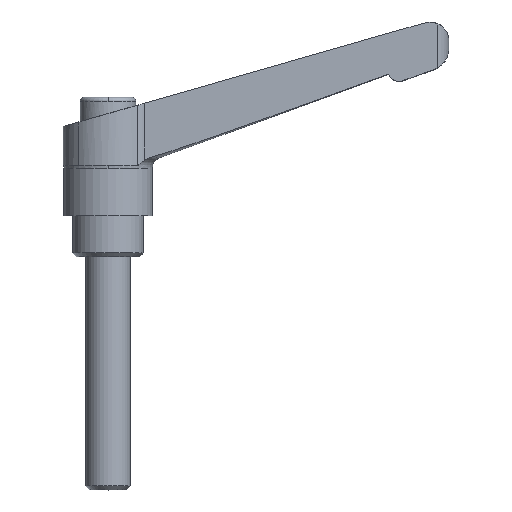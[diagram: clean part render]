
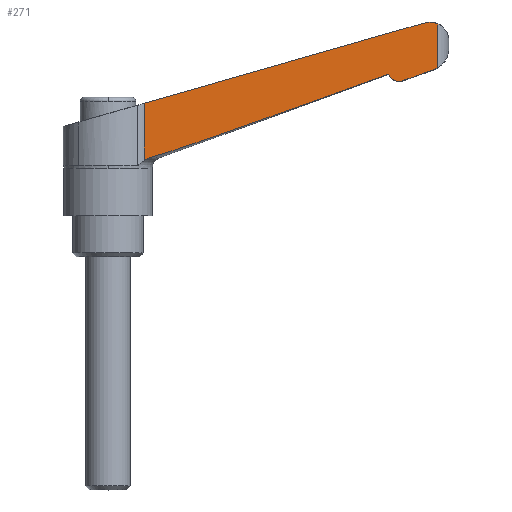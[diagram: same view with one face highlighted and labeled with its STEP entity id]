
A CAD part, top view. The second image highlights one B-rep face of the part: STEP entity #271.
In plain terms, the highlighted planar face has unit normal (0.035, 0, 0.999).
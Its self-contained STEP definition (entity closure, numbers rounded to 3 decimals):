
#259 = VERTEX_POINT( '', #745 );
#261 = EDGE_CURVE( '', #587, #623, #747, .T. );
#267 = EDGE_CURVE( '', #469, #623, #753, .T. );
#271 = ADVANCED_FACE( '', ( #757 ), #758, .F. );
#289 = VERTEX_POINT( '', #779 );
#307 = EDGE_CURVE( '', #259, #483, #797, .T. );
#325 = VERTEX_POINT( '', #815 );
#341 = EDGE_CURVE( '', #325, #349, #833, .T. );
#349 = VERTEX_POINT( '', #842 );
#469 = VERTEX_POINT( '', #969 );
#475 = EDGE_CURVE( '', #289, #703, #975, .T. );
#481 = EDGE_CURVE( '', #259, #325, #983, .T. );
#483 = VERTEX_POINT( '', #985 );
#587 = VERTEX_POINT( '', #1105 );
#623 = VERTEX_POINT( '', #1143 );
#641 = EDGE_CURVE( '', #349, #289, #1163, .T. );
#677 = EDGE_CURVE( '', #703, #469, #1207, .T. );
#685 = EDGE_CURVE( '', #587, #483, #1217, .T. );
#703 = VERTEX_POINT( '', #1235 );
#745 = CARTESIAN_POINT( '', ( 89.079, 51.09, 5.69 ) );
#747 = LINE( '', #1273, #1274 );
#753 = LINE( '', #1295, #1296 );
#757 = FACE_OUTER_BOUND( '', #1300, .T. );
#758 = PLANE( '', #1301 );
#779 = CARTESIAN_POINT( '', ( 75.749, 49.294, 6.156 ) );
#797 = LINE( '', #1372, #1373 );
#815 = CARTESIAN_POINT( '', ( 87.864, 50.488, 5.732 ) );
#833 = ( B_SPLINE_CURVE( 2, ( #1456, #1457, #1458 ), .UNSPECIFIED., .F., .F. )B_SPLINE_CURVE_WITH_KNOTS( ( 3, 3 ), ( 0., 8.776 ), .UNSPECIFIED. )RATIONAL_B_SPLINE_CURVE( ( 1., 1.001, 1. ) )BOUNDED_CURVE(  )REPRESENTATION_ITEM( '' )GEOMETRIC_REPRESENTATION_ITEM(  )CURVE(  ) );
#842 = CARTESIAN_POINT( '', ( 79.617, 47.501, 6.02 ) );
#969 = CARTESIAN_POINT( '', ( 9.729, 26.036, 8.461 ) );
#975 = ( B_SPLINE_CURVE( 2, ( #1655, #1656, #1657 ), .UNSPECIFIED., .F., .F. )B_SPLINE_CURVE_WITH_KNOTS( ( 3, 3 ), ( 0., 68.465 ), .UNSPECIFIED. )RATIONAL_B_SPLINE_CURVE( ( 1., 1.437, 1. ) )BOUNDED_CURVE(  )REPRESENTATION_ITEM( '' )GEOMETRIC_REPRESENTATION_ITEM(  )CURVE(  ) );
#983 = B_SPLINE_CURVE_WITH_KNOTS( '', 3, ( #1672, #1673, #1674, #1675, #1676, #1677, #1678, #1679 ), .UNSPECIFIED., .F., .F., ( 4, 2, 2, 4 ), ( 5.64, 6.114, 6.671, 6.934 ), .UNSPECIFIED. );
#985 = CARTESIAN_POINT( '', ( 89.079, 62.824, 5.69 ) );
#1105 = CARTESIAN_POINT( '', ( 86.144, 63.321, 5.793 ) );
#1143 = CARTESIAN_POINT( '', ( 9.729, 41.408, 8.461 ) );
#1163 = B_SPLINE_CURVE_WITH_KNOTS( '', 3, ( #1967, #1968, #1969, #1970, #1971, #1972, #1973, #1974, #1975, #1976, #1977, #1978, #1979, #1980, #1981, #1982, #1983, #1984, #1985, #1986 ), .UNSPECIFIED., .F., .F., ( 4, 2, 2, 2, 2, 2, 2, 2, 2, 4 ), ( 3.468, 3.897, 4.456, 5.016, 5.576, 6.135, 6.693, 7.249, 7.805, 7.931 ), .UNSPECIFIED. );
#1207 = B_SPLINE_CURVE_WITH_KNOTS( '', 3, ( #2066, #2067, #2068, #2069, #2070, #2071, #2072, #2073 ), .UNSPECIFIED., .F., .F., ( 4, 2, 2, 4 ), ( 6.098, 6.378, 7.098, 7.598 ), .UNSPECIFIED. );
#1217 = B_SPLINE_CURVE_WITH_KNOTS( '', 3, ( #2084, #2085, #2086, #2087, #2088, #2089, #2090, #2091, #2092, #2093, #2094, #2095 ), .UNSPECIFIED., .F., .F., ( 4, 2, 2, 2, 2, 4 ), ( 20.959, 21.341, 22.273, 23.205, 24.136, 24.506 ), .UNSPECIFIED. );
#1235 = CARTESIAN_POINT( '', ( 11.158, 26.718, 8.411 ) );
#1273 = CARTESIAN_POINT( '', ( -7.353, 36.509, 9.057 ) );
#1274 = VECTOR( '', #2171, 1. );
#1295 = CARTESIAN_POINT( '', ( 9.729, 0., 8.461 ) );
#1296 = VECTOR( '', #2172, 1. );
#1300 = EDGE_LOOP( '', ( #2174, #2175, #2176, #2177, #2178, #2179, #2180, #2181, #2182 ) );
#1301 = AXIS2_PLACEMENT_3D( '', #2183, #2184, #2185 );
#1372 = CARTESIAN_POINT( '', ( 89.079, 0., 5.69 ) );
#1373 = VECTOR( '', #2235, 1. );
#1456 = CARTESIAN_POINT( '', ( 87.864, 50.488, 5.732 ) );
#1457 = CARTESIAN_POINT( '', ( 83.539, 48.921, 5.883 ) );
#1458 = CARTESIAN_POINT( '', ( 79.617, 47.501, 6.02 ) );
#1655 = CARTESIAN_POINT( '', ( 75.749, 49.294, 6.156 ) );
#1656 = CARTESIAN_POINT( '', ( 21.189, 29.557, 8.061 ) );
#1657 = CARTESIAN_POINT( '', ( 11.158, 26.718, 8.411 ) );
#1672 = CARTESIAN_POINT( '', ( 89.079, 51.09, 5.69 ) );
#1673 = CARTESIAN_POINT( '', ( 88.934, 50.997, 5.695 ) );
#1674 = CARTESIAN_POINT( '', ( 88.786, 50.91, 5.7 ) );
#1675 = CARTESIAN_POINT( '', ( 88.462, 50.738, 5.712 ) );
#1676 = CARTESIAN_POINT( '', ( 88.285, 50.656, 5.718 ) );
#1677 = CARTESIAN_POINT( '', ( 88.033, 50.551, 5.727 ) );
#1678 = CARTESIAN_POINT( '', ( 87.95, 50.519, 5.729 ) );
#1679 = CARTESIAN_POINT( '', ( 87.864, 50.488, 5.732 ) );
#1967 = CARTESIAN_POINT( '', ( 79.617, 47.501, 6.02 ) );
#1968 = CARTESIAN_POINT( '', ( 79.478, 47.451, 6.025 ) );
#1969 = CARTESIAN_POINT( '', ( 79.327, 47.408, 6.031 ) );
#1970 = CARTESIAN_POINT( '', ( 78.975, 47.338, 6.043 ) );
#1971 = CARTESIAN_POINT( '', ( 78.772, 47.32, 6.05 ) );
#1972 = CARTESIAN_POINT( '', ( 78.398, 47.32, 6.063 ) );
#1973 = CARTESIAN_POINT( '', ( 78.195, 47.338, 6.07 ) );
#1974 = CARTESIAN_POINT( '', ( 77.796, 47.418, 6.084 ) );
#1975 = CARTESIAN_POINT( '', ( 77.6, 47.478, 6.091 ) );
#1976 = CARTESIAN_POINT( '', ( 77.256, 47.621, 6.103 ) );
#1977 = CARTESIAN_POINT( '', ( 77.075, 47.715, 6.109 ) );
#1978 = CARTESIAN_POINT( '', ( 76.737, 47.94, 6.121 ) );
#1979 = CARTESIAN_POINT( '', ( 76.58, 48.07, 6.126 ) );
#1980 = CARTESIAN_POINT( '', ( 76.317, 48.332, 6.136 ) );
#1981 = CARTESIAN_POINT( '', ( 76.187, 48.488, 6.14 ) );
#1982 = CARTESIAN_POINT( '', ( 75.962, 48.824, 6.148 ) );
#1983 = CARTESIAN_POINT( '', ( 75.867, 49.004, 6.151 ) );
#1984 = CARTESIAN_POINT( '', ( 75.78, 49.213, 6.154 ) );
#1985 = CARTESIAN_POINT( '', ( 75.764, 49.253, 6.155 ) );
#1986 = CARTESIAN_POINT( '', ( 75.749, 49.294, 6.156 ) );
#2066 = CARTESIAN_POINT( '', ( 11.158, 26.718, 8.411 ) );
#2067 = CARTESIAN_POINT( '', ( 11.063, 26.692, 8.414 ) );
#2068 = CARTESIAN_POINT( '', ( 10.971, 26.663, 8.418 ) );
#2069 = CARTESIAN_POINT( '', ( 10.657, 26.553, 8.429 ) );
#2070 = CARTESIAN_POINT( '', ( 10.415, 26.448, 8.437 ) );
#2071 = CARTESIAN_POINT( '', ( 10.025, 26.236, 8.451 ) );
#2072 = CARTESIAN_POINT( '', ( 9.871, 26.138, 8.456 ) );
#2073 = CARTESIAN_POINT( '', ( 9.729, 26.036, 8.461 ) );
#2084 = CARTESIAN_POINT( '', ( 85.423, 63.171, 5.818 ) );
#2085 = CARTESIAN_POINT( '', ( 85.555, 63.209, 5.813 ) );
#2086 = CARTESIAN_POINT( '', ( 85.69, 63.241, 5.808 ) );
#2087 = CARTESIAN_POINT( '', ( 86.158, 63.334, 5.792 ) );
#2088 = CARTESIAN_POINT( '', ( 86.497, 63.365, 5.78 ) );
#2089 = CARTESIAN_POINT( '', ( 87.118, 63.365, 5.759 ) );
#2090 = CARTESIAN_POINT( '', ( 87.457, 63.334, 5.747 ) );
#2091 = CARTESIAN_POINT( '', ( 88.121, 63.203, 5.723 ) );
#2092 = CARTESIAN_POINT( '', ( 88.446, 63.101, 5.712 ) );
#2093 = CARTESIAN_POINT( '', ( 88.847, 62.936, 5.698 ) );
#2094 = CARTESIAN_POINT( '', ( 88.963, 62.883, 5.694 ) );
#2095 = CARTESIAN_POINT( '', ( 89.079, 62.824, 5.69 ) );
#2171 = DIRECTION( '', ( -0.961, -0.275, 0.034 ) );
#2172 = DIRECTION( '', ( 0., 1., 0. ) );
#2174 = ORIENTED_EDGE( '', *, *, #261, .T. );
#2175 = ORIENTED_EDGE( '', *, *, #267, .F. );
#2176 = ORIENTED_EDGE( '', *, *, #677, .F. );
#2177 = ORIENTED_EDGE( '', *, *, #475, .F. );
#2178 = ORIENTED_EDGE( '', *, *, #641, .F. );
#2179 = ORIENTED_EDGE( '', *, *, #341, .F. );
#2180 = ORIENTED_EDGE( '', *, *, #481, .F. );
#2181 = ORIENTED_EDGE( '', *, *, #307, .T. );
#2182 = ORIENTED_EDGE( '', *, *, #685, .F. );
#2183 = CARTESIAN_POINT( '', ( 9.729, 0., 8.461 ) );
#2184 = DIRECTION( '', ( -0.035, 0., -0.999 ) );
#2185 = DIRECTION( '', ( -0.999, 0., 0.035 ) );
#2235 = DIRECTION( '', ( 0., 1., 0. ) );
